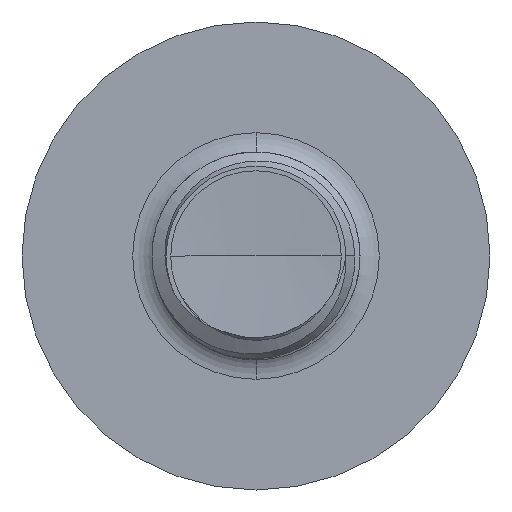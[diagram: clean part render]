
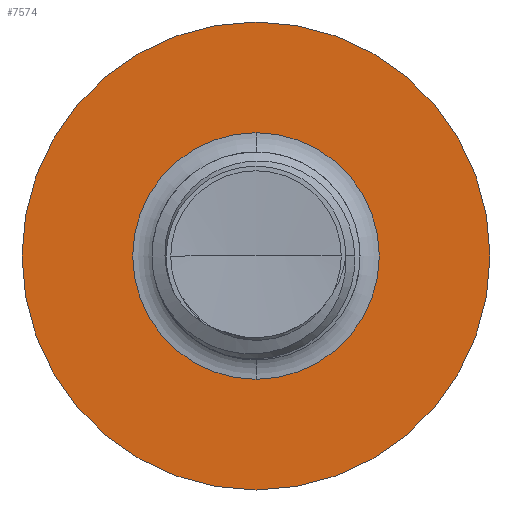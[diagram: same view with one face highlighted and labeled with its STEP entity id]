
A CAD part, front view. The second image highlights one B-rep face of the part: STEP entity #7574.
In plain terms, the highlighted planar face has unit normal (0, -1, 0).
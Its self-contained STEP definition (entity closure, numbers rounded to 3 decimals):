
#308 = CARTESIAN_POINT ( 'NONE',  ( 0., 5., 0. ) ) ;
#389 = CARTESIAN_POINT ( 'NONE',  ( 0., 5., 0. ) ) ;
#1142 = VERTEX_POINT ( 'NONE', #15770 ) ;
#1370 = VERTEX_POINT ( 'NONE', #8888 ) ;
#1609 = DIRECTION ( 'NONE',  ( 0., 0., 1. ) ) ;
#1689 = DIRECTION ( 'NONE',  ( 0., 0., 1. ) ) ;
#1722 = AXIS2_PLACEMENT_3D ( 'NONE', #9931, #2561, #11190 ) ;
#2293 = VERTEX_POINT ( 'NONE', #2474 ) ;
#2474 = CARTESIAN_POINT ( 'NONE',  ( 0., 5., -2.371 ) ) ;
#2513 = EDGE_LOOP ( 'NONE', ( #10937, #13847 ) ) ;
#2561 = DIRECTION ( 'NONE',  ( 0., 1., 0. ) ) ;
#3158 = EDGE_LOOP ( 'NONE', ( #8602, #10169 ) ) ;
#3499 = AXIS2_PLACEMENT_3D ( 'NONE', #389, #9133, #1689 ) ;
#4531 = VERTEX_POINT ( 'NONE', #14751 ) ;
#5347 = CIRCLE ( 'NONE', #3499, 2.371 ) ;
#5819 = DIRECTION ( 'NONE',  ( 0., 0., 1. ) ) ;
#6482 = CIRCLE ( 'NONE', #1722, 4.5 ) ;
#6704 = EDGE_CURVE ( 'NONE', #1370, #4531, #11364, .T. ) ;
#7211 = DIRECTION ( 'NONE',  ( 0., 1., 0. ) ) ;
#7322 = AXIS2_PLACEMENT_3D ( 'NONE', #308, #9057, #1609 ) ;
#7511 = CIRCLE ( 'NONE', #7322, 2.371 ) ;
#7574 = ADVANCED_FACE ( 'NONE', ( #9259, #12355 ), #11882, .F. ) ;
#8602 = ORIENTED_EDGE ( 'NONE', *, *, #6704, .F. ) ;
#8888 = CARTESIAN_POINT ( 'NONE',  ( 0., 5., 4.5 ) ) ;
#9057 = DIRECTION ( 'NONE',  ( 0., 1., 0. ) ) ;
#9133 = DIRECTION ( 'NONE',  ( 0., 1., 0. ) ) ;
#9259 = FACE_OUTER_BOUND ( 'NONE', #3158, .T. ) ;
#9385 = CARTESIAN_POINT ( 'NONE',  ( 0., 5., 4.5 ) ) ;
#9906 = AXIS2_PLACEMENT_3D ( 'NONE', #14513, #7211, #15711 ) ;
#9931 = CARTESIAN_POINT ( 'NONE',  ( 0., 5., 0. ) ) ;
#10169 = ORIENTED_EDGE ( 'NONE', *, *, #12291, .F. ) ;
#10937 = ORIENTED_EDGE ( 'NONE', *, *, #12915, .T. ) ;
#11190 = DIRECTION ( 'NONE',  ( 0., 0., 1. ) ) ;
#11364 = CIRCLE ( 'NONE', #9906, 4.5 ) ;
#11882 = PLANE ( 'NONE',  #15081 ) ;
#12291 = EDGE_CURVE ( 'NONE', #4531, #1370, #6482, .T. ) ;
#12355 = FACE_BOUND ( 'NONE', #2513, .T. ) ;
#12915 = EDGE_CURVE ( 'NONE', #1142, #2293, #5347, .T. ) ;
#13146 = DIRECTION ( 'NONE',  ( 0., 1., 0. ) ) ;
#13847 = ORIENTED_EDGE ( 'NONE', *, *, #14329, .T. ) ;
#14329 = EDGE_CURVE ( 'NONE', #2293, #1142, #7511, .T. ) ;
#14513 = CARTESIAN_POINT ( 'NONE',  ( 0., 5., 0. ) ) ;
#14751 = CARTESIAN_POINT ( 'NONE',  ( 0., 5., -4.5 ) ) ;
#15081 = AXIS2_PLACEMENT_3D ( 'NONE', #9385, #13146, #5819 ) ;
#15711 = DIRECTION ( 'NONE',  ( 0., 0., 1. ) ) ;
#15770 = CARTESIAN_POINT ( 'NONE',  ( 0., 5., 2.371 ) ) ;
